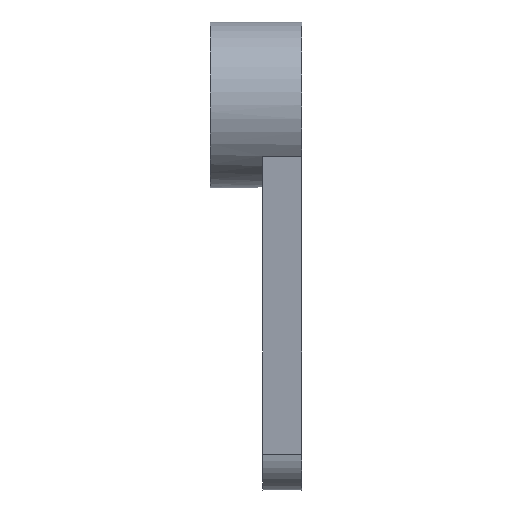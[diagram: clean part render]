
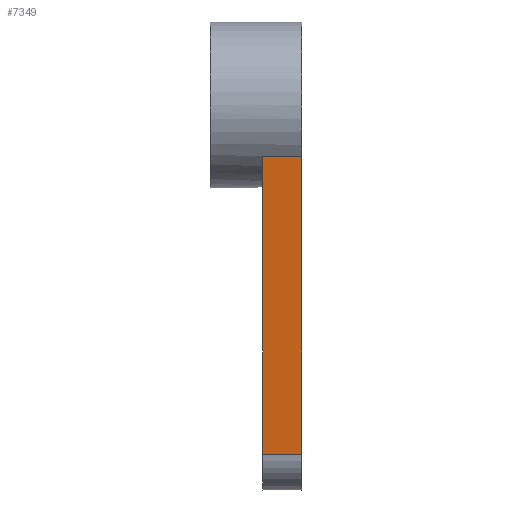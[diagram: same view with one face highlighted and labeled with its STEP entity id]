
A CAD part, left-side view. The second image highlights one B-rep face of the part: STEP entity #7349.
In plain terms, the highlighted planar face has unit normal (-0.996, 0, -0.087).
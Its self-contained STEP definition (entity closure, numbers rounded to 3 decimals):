
#4434=CARTESIAN_POINT('',(-1.743,0.,-15.602));
#4435=VERTEX_POINT('',#4434);
#4436=CARTESIAN_POINT('',(-2.9,0.,-2.298));
#4437=VERTEX_POINT('',#4436);
#4438=CARTESIAN_POINT('',(-1.743,0.,-15.602));
#4439=DIRECTION('',(-0.087,0.,0.996));
#4440=VECTOR('',#4439,13.354);
#4441=LINE('',#4438,#4440);
#4442=EDGE_CURVE('',#4435,#4437,#4441,.T.);
#7247=CARTESIAN_POINT('',(-1.743,1.75,-15.602));
#7248=VERTEX_POINT('',#7247);
#7249=CARTESIAN_POINT('',(-1.743,0.,-15.602));
#7250=DIRECTION('',(0.,1.,0.));
#7251=VECTOR('',#7250,1.75);
#7252=LINE('',#7249,#7251);
#7253=EDGE_CURVE('',#4435,#7248,#7252,.T.);
#7310=CARTESIAN_POINT('',(-2.9,1.75,-2.298));
#7311=VERTEX_POINT('',#7310);
#7319=CARTESIAN_POINT('',(-2.9,0.,-2.298));
#7320=DIRECTION('',(0.,1.,0.));
#7321=VECTOR('',#7320,1.75);
#7322=LINE('',#7319,#7321);
#7323=EDGE_CURVE('',#4437,#7311,#7322,.T.);
#7333=CARTESIAN_POINT('',(-1.743,0.,-15.602));
#7334=DIRECTION('',(-0.996,0.,-0.087));
#7335=DIRECTION('',(-0.087,0.,0.996));
#7336=AXIS2_PLACEMENT_3D('',#7333,#7334,#7335);
#7337=PLANE('',#7336);
#7338=ORIENTED_EDGE('',*,*,#4442,.T.);
#7339=ORIENTED_EDGE('',*,*,#7323,.T.);
#7340=CARTESIAN_POINT('',(-1.743,1.75,-15.602));
#7341=DIRECTION('',(-0.087,0.,0.996));
#7342=VECTOR('',#7341,13.354);
#7343=LINE('',#7340,#7342);
#7344=EDGE_CURVE('',#7248,#7311,#7343,.T.);
#7345=ORIENTED_EDGE('',*,*,#7344,.F.);
#7346=ORIENTED_EDGE('',*,*,#7253,.F.);
#7347=EDGE_LOOP('',(#7338,#7339,#7345,#7346));
#7348=FACE_BOUND('',#7347,.T.);
#7349=ADVANCED_FACE('',(#7348),#7337,.T.);
